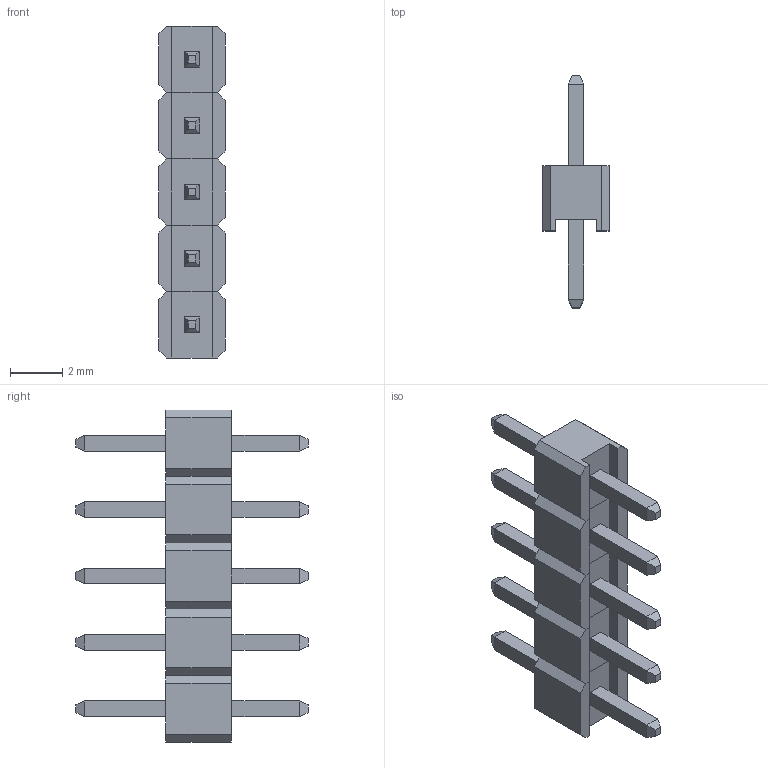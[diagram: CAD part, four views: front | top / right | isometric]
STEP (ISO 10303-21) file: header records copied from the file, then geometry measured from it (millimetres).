
FILE_DESCRIPTION (( 'STEP AP214' ), '1' );
FILE_NAME ('User Library-Header Vertical 2.54mm Pitch2-1.STEP', '2017-12-21T16:16:55', ( '' ), ( '' ), 'SwSTEP 2.0', 'SolidWorks 2018', '' );
FILE_SCHEMA (( 'AUTOMOTIVE_DESIGN' ));
Length unit declared in the file: millimetre
Products named in the file (1): User Library-Header Vertical 2.54mm Pitch2-1
Bounding box: 2.54 x 8.88 x 12.7 mm (x, y, z)
Volume: 81.1 mm3; surface area: 261.7 mm2
Topology: 5 solids, 5 shells, 160 faces, 380 edges, 240 vertices
Faces by surface type: plane 160
Entity records: 6294 total; most frequent: CARTESIAN_POINT 781, ORIENTED_EDGE 760, DIRECTION 702, EDGE_CURVE 380, LINE 380, VECTOR 380, VERTEX_POINT 240, EDGE_LOOP 170
